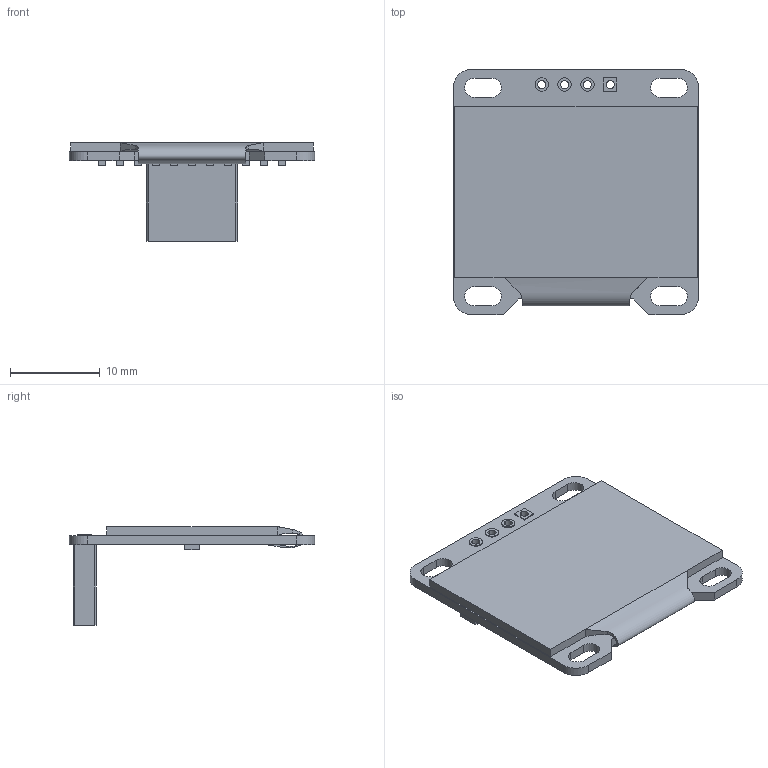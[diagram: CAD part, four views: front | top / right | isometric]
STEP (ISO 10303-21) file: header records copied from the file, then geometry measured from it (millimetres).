
FILE_DESCRIPTION(('FreeCAD Model'),'2;1');
FILE_NAME('OLED_27x27.step','2019-07-05T13:09:09',( 'kicad StepUp'),('ksu MCAD'),'Open CASCADE STEP processor 7.3', 'FreeCAD','Unknown');
FILE_SCHEMA(('AUTOMOTIVE_DESIGN { 1 0 10303 214 1 1 1 1 }'));
Length unit declared in the file: millimetre
Products named in the file (1): OLED_27x27
Bounding box: 27.3 x 27.3 x 11 mm (x, y, z)
Volume: 1457.5 mm3; surface area: 2142.8 mm2
Topology: 1 solids, 1 shells, 130 faces, 332 edges, 220 vertices
Faces by surface type: plane 100, cylinder 28, bspline 2
Entity records: 4929 total; most frequent: CARTESIAN_POINT 783, ORIENTED_EDGE 664, DIRECTION 630, EDGE_CURVE 332, LINE 268, VECTOR 268, VERTEX_POINT 220, AXIS2_PLACEMENT_3D 181
